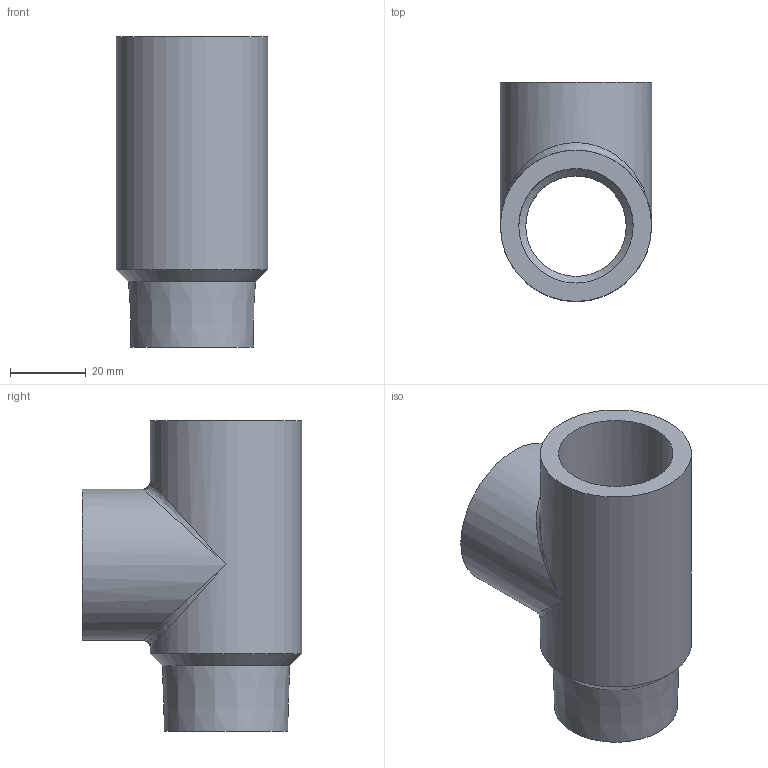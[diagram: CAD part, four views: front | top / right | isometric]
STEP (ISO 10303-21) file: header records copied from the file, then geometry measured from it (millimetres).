
FILE_DESCRIPTION(/* description */ (''),/* implementation_level */ '2;1');
FILE_NAME(/* name */ '3D_R221-DA-DN25_172571260.stp',/* time_stamp */ '2021-07-23T11:56:15+02:00',/* author */ ('cad'),/* organization */ (''),/* preprocessor_version */ 'ST-DEVELOPER v18.1',/* originating_system */ 'Autodesk Inventor 2022',/* authorisation */ '');
FILE_SCHEMA (('AUTOMOTIVE_DESIGN { 1 0 10303 214 3 1 1 }'));
Length unit declared in the file: millimetre
Products named in the file (1): 3D_R221-DA-DN25_172571260
Bounding box: 40 x 58 x 82 mm (x, y, z)
Volume: 48280.9 mm3; surface area: 22311.4 mm2
Topology: 1 solids, 1 shells, 15 faces, 38 edges, 16 vertices
Faces by surface type: cylinder 5, bspline 4, cone 3, plane 3
Full cylindrical faces by diameter (mm): 26.6 x1, 30.291 x2, 40 x2
Entity records: 632 total; most frequent: CARTESIAN_POINT 259, DIRECTION 74, ORIENTED_EDGE 60, AXIS2_PLACEMENT_3D 32, EDGE_CURVE 30, EDGE_LOOP 18, VERTEX_POINT 16, FACE_OUTER_BOUND 15
